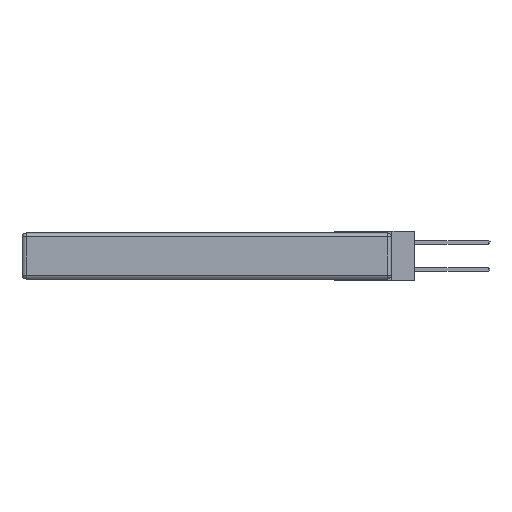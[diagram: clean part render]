
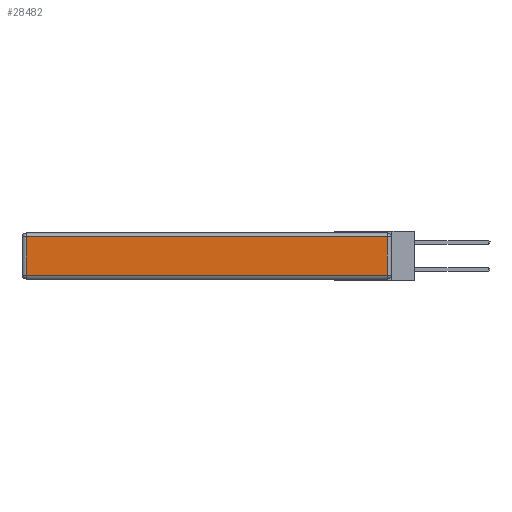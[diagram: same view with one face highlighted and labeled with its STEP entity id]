
A CAD part, left-side view. The second image highlights one B-rep face of the part: STEP entity #28482.
In plain terms, the highlighted planar face has unit normal (-1, 0, 0).
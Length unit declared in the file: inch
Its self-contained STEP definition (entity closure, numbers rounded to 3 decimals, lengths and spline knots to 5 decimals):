
#1578 = VERTEX_POINT ( 'NONE', #28036 ) ;
#3180 = LINE ( 'NONE', #12604, #21179 ) ;
#3408 = CARTESIAN_POINT ( 'NONE',  ( 0., 0.03, -0.03 ) ) ;
#3819 = ORIENTED_EDGE ( 'NONE', *, *, #24002, .T. ) ;
#4980 = LINE ( 'NONE', #10421, #28377 ) ;
#5572 = FACE_OUTER_BOUND ( 'NONE', #11662, .T. ) ;
#5591 = CARTESIAN_POINT ( 'NONE',  ( 0., 0., -0.343 ) ) ;
#8136 = PLANE ( 'NONE',  #31013 ) ;
#8575 = DIRECTION ( 'NONE',  ( 0., 0., 1. ) ) ;
#9705 = VECTOR ( 'NONE', #19702, 39.37008 ) ;
#10421 = CARTESIAN_POINT ( 'NONE',  ( 0., 0., -0.313 ) ) ;
#11662 = EDGE_LOOP ( 'NONE', ( #32151, #3819, #26588, #17426 ) ) ;
#12487 = CARTESIAN_POINT ( 'NONE',  ( 0., 2.72, -0.343 ) ) ;
#12604 = CARTESIAN_POINT ( 'NONE',  ( 0., 0.03, -0.343 ) ) ;
#12992 = VERTEX_POINT ( 'NONE', #3408 ) ;
#13011 = VERTEX_POINT ( 'NONE', #18726 ) ;
#13740 = EDGE_CURVE ( 'NONE', #25968, #13011, #26401, .T. ) ;
#13754 = CARTESIAN_POINT ( 'NONE',  ( 0., 2.75, -0.03 ) ) ;
#14487 = CARTESIAN_POINT ( 'NONE',  ( 0., 2.72, -0.03 ) ) ;
#17426 = ORIENTED_EDGE ( 'NONE', *, *, #13740, .T. ) ;
#17492 = EDGE_CURVE ( 'NONE', #13011, #1578, #4980, .T. ) ;
#18726 = CARTESIAN_POINT ( 'NONE',  ( 0., 2.72, -0.313 ) ) ;
#19702 = DIRECTION ( 'NONE',  ( 0., 0., -1. ) ) ;
#21179 = VECTOR ( 'NONE', #29855, 39.37008 ) ;
#22519 = VECTOR ( 'NONE', #23345, 39.37008 ) ;
#23345 = DIRECTION ( 'NONE',  ( 0., 1., 0. ) ) ;
#24002 = EDGE_CURVE ( 'NONE', #1578, #12992, #3180, .T. ) ;
#24088 = LINE ( 'NONE', #13754, #22519 ) ;
#25968 = VERTEX_POINT ( 'NONE', #14487 ) ;
#26314 = EDGE_CURVE ( 'NONE', #12992, #25968, #24088, .T. ) ;
#26401 = LINE ( 'NONE', #12487, #9705 ) ;
#26588 = ORIENTED_EDGE ( 'NONE', *, *, #26314, .T. ) ;
#27392 = DIRECTION ( 'NONE',  ( 0., -1., 0. ) ) ;
#28034 = DIRECTION ( 'NONE',  ( -1., 0., 0. ) ) ;
#28036 = CARTESIAN_POINT ( 'NONE',  ( 0., 0.03, -0.313 ) ) ;
#28377 = VECTOR ( 'NONE', #27392, 39.37008 ) ;
#28482 = ADVANCED_FACE ( 'NONE', ( #5572 ), #8136, .T. ) ;
#29855 = DIRECTION ( 'NONE',  ( 0., 0., 1. ) ) ;
#31013 = AXIS2_PLACEMENT_3D ( 'NONE', #5591, #28034, #8575 ) ;
#32151 = ORIENTED_EDGE ( 'NONE', *, *, #17492, .T. ) ;
